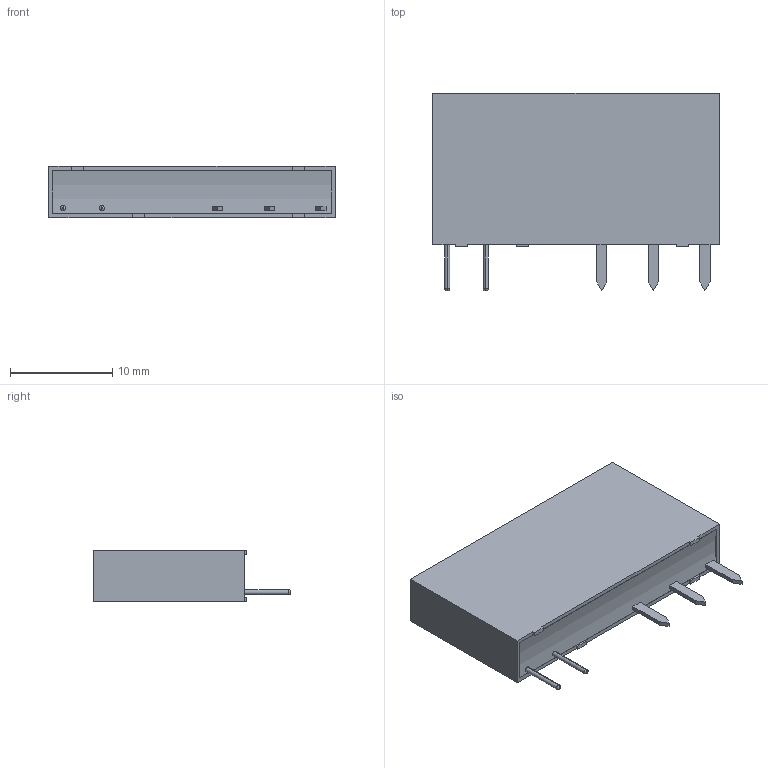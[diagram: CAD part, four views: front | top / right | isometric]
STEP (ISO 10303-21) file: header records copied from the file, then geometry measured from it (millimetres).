
FILE_DESCRIPTION (( 'STEP AP214' ), '1' );
FILE_NAME ('SR-series.STEP', '2020-07-01T03:24:54', ( 'Æåíÿ' ), ( '' ), 'SwSTEP 2.0', 'SolidWorks 2016', '' );
FILE_SCHEMA (( 'AUTOMOTIVE_DESIGN' ));
Length unit declared in the file: millimetre
Products named in the file (1): SR-series
Bounding box: 28 x 19.3 x 5 mm (x, y, z)
Volume: 500.9 mm3; surface area: 2487.6 mm2
Topology: 7 solids, 7 shells, 65 faces, 149 edges, 98 vertices
Faces by surface type: plane 56, torus 4, cylinder 4, bspline 1
Entity records: 2194 total; most frequent: CARTESIAN_POINT 322, ORIENTED_EDGE 298, DIRECTION 293, EDGE_CURVE 149, LINE 131, VECTOR 131, VERTEX_POINT 98, AXIS2_PLACEMENT_3D 81
